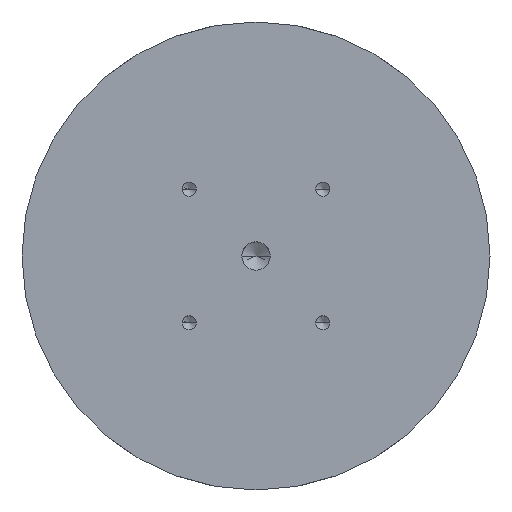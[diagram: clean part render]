
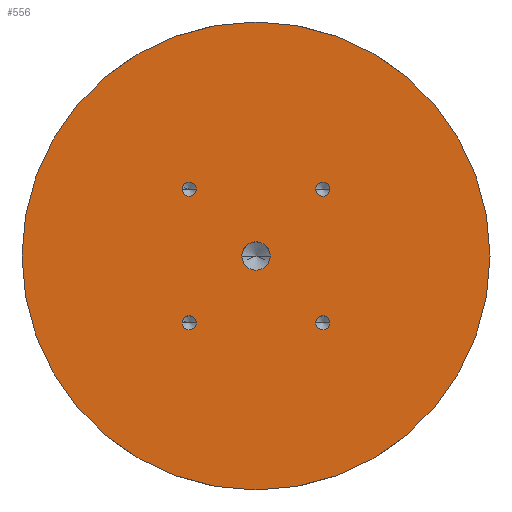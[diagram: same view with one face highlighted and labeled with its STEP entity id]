
A CAD part, top view. The second image highlights one B-rep face of the part: STEP entity #556.
In plain terms, the highlighted planar face has unit normal (0, 0, 1).
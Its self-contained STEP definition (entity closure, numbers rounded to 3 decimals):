
#4 = CIRCLE ( 'NONE', #262, 2.1 ) ;
#5 = ORIENTED_EDGE ( 'NONE', *, *, #253, .F. ) ;
#12 = CARTESIAN_POINT ( 'NONE',  ( 17.9, -20., 0. ) ) ;
#25 = ORIENTED_EDGE ( 'NONE', *, *, #395, .F. ) ;
#29 = CARTESIAN_POINT ( 'NONE',  ( -70., 0., 0. ) ) ;
#30 = CIRCLE ( 'NONE', #536, 4.25 ) ;
#33 = AXIS2_PLACEMENT_3D ( 'NONE', #356, #565, #88 ) ;
#41 = VERTEX_POINT ( 'NONE', #241 ) ;
#42 = EDGE_LOOP ( 'NONE', ( #616, #224 ) ) ;
#46 = DIRECTION ( 'NONE',  ( 0., 0., 1. ) ) ;
#48 = CARTESIAN_POINT ( 'NONE',  ( 22.1, -20., 0. ) ) ;
#51 = DIRECTION ( 'NONE',  ( 1., 0., 0. ) ) ;
#55 = VERTEX_POINT ( 'NONE', #294 ) ;
#58 = CARTESIAN_POINT ( 'NONE',  ( 22.1, 20., 0. ) ) ;
#64 = CARTESIAN_POINT ( 'NONE',  ( 0., 0., 0. ) ) ;
#69 = FACE_OUTER_BOUND ( 'NONE', #411, .T. ) ;
#76 = EDGE_CURVE ( 'NONE', #102, #275, #223, .T. ) ;
#82 = DIRECTION ( 'NONE',  ( 1., 0., 0. ) ) ;
#88 = DIRECTION ( 'NONE',  ( 1., 0., 0. ) ) ;
#93 = CARTESIAN_POINT ( 'NONE',  ( 4.25, 0., 0. ) ) ;
#100 = DIRECTION ( 'NONE',  ( 0., 0., 1. ) ) ;
#102 = VERTEX_POINT ( 'NONE', #48 ) ;
#110 = DIRECTION ( 'NONE',  ( 0., 0., 1. ) ) ;
#113 = VERTEX_POINT ( 'NONE', #93 ) ;
#121 = DIRECTION ( 'NONE',  ( 0., 0., 1. ) ) ;
#124 = AXIS2_PLACEMENT_3D ( 'NONE', #219, #430, #381 ) ;
#129 = DIRECTION ( 'NONE',  ( 0., 0., -1. ) ) ;
#130 = DIRECTION ( 'NONE',  ( -1., 0., 0. ) ) ;
#143 = EDGE_LOOP ( 'NONE', ( #25, #326 ) ) ;
#151 = CARTESIAN_POINT ( 'NONE',  ( 20., 20., 0. ) ) ;
#152 = AXIS2_PLACEMENT_3D ( 'NONE', #552, #490, #173 ) ;
#156 = VERTEX_POINT ( 'NONE', #509 ) ;
#157 = EDGE_CURVE ( 'NONE', #275, #102, #597, .T. ) ;
#158 = ORIENTED_EDGE ( 'NONE', *, *, #185, .F. ) ;
#165 = AXIS2_PLACEMENT_3D ( 'NONE', #537, #588, #222 ) ;
#173 = DIRECTION ( 'NONE',  ( 1., 0., 0. ) ) ;
#185 = EDGE_CURVE ( 'NONE', #201, #420, #357, .T. ) ;
#201 = VERTEX_POINT ( 'NONE', #58 ) ;
#202 = DIRECTION ( 'NONE',  ( 0., 0., 1. ) ) ;
#214 = CARTESIAN_POINT ( 'NONE',  ( -17.9, 20., 0. ) ) ;
#219 = CARTESIAN_POINT ( 'NONE',  ( -20., -20., 0. ) ) ;
#222 = DIRECTION ( 'NONE',  ( -1., 0., 0. ) ) ;
#223 = CIRCLE ( 'NONE', #450, 2.1 ) ;
#224 = ORIENTED_EDGE ( 'NONE', *, *, #652, .F. ) ;
#227 = CARTESIAN_POINT ( 'NONE',  ( -4.25, 0., 0. ) ) ;
#240 = AXIS2_PLACEMENT_3D ( 'NONE', #622, #202, #671 ) ;
#241 = CARTESIAN_POINT ( 'NONE',  ( 70., 0., 0. ) ) ;
#253 = EDGE_CURVE ( 'NONE', #420, #201, #492, .T. ) ;
#262 = AXIS2_PLACEMENT_3D ( 'NONE', #541, #426, #483 ) ;
#263 = EDGE_LOOP ( 'NONE', ( #158, #5 ) ) ;
#269 = VERTEX_POINT ( 'NONE', #214 ) ;
#275 = VERTEX_POINT ( 'NONE', #12 ) ;
#285 = DIRECTION ( 'NONE',  ( -1., 0., 0. ) ) ;
#291 = FACE_BOUND ( 'NONE', #42, .T. ) ;
#294 = CARTESIAN_POINT ( 'NONE',  ( -22.1, -20., 0. ) ) ;
#325 = CIRCLE ( 'NONE', #33, 2.1 ) ;
#326 = ORIENTED_EDGE ( 'NONE', *, *, #351, .F. ) ;
#351 = EDGE_CURVE ( 'NONE', #55, #566, #410, .T. ) ;
#356 = CARTESIAN_POINT ( 'NONE',  ( -20., 20., 0. ) ) ;
#357 = CIRCLE ( 'NONE', #472, 2.1 ) ;
#363 = ORIENTED_EDGE ( 'NONE', *, *, #157, .F. ) ;
#367 = AXIS2_PLACEMENT_3D ( 'NONE', #435, #129, #130 ) ;
#371 = CARTESIAN_POINT ( 'NONE',  ( 20., 20., 0. ) ) ;
#374 = DIRECTION ( 'NONE',  ( 1., 0., 0. ) ) ;
#378 = ORIENTED_EDGE ( 'NONE', *, *, #455, .F. ) ;
#381 = DIRECTION ( 'NONE',  ( 1., 0., 0. ) ) ;
#382 = FACE_BOUND ( 'NONE', #516, .T. ) ;
#383 = CARTESIAN_POINT ( 'NONE',  ( 0., 0., 0. ) ) ;
#395 = EDGE_CURVE ( 'NONE', #566, #55, #4, .T. ) ;
#410 = CIRCLE ( 'NONE', #124, 2.1 ) ;
#411 = EDGE_LOOP ( 'NONE', ( #378, #574 ) ) ;
#415 = EDGE_CURVE ( 'NONE', #589, #41, #621, .T. ) ;
#418 = CIRCLE ( 'NONE', #637, 4.25 ) ;
#420 = VERTEX_POINT ( 'NONE', #599 ) ;
#426 = DIRECTION ( 'NONE',  ( 0., 0., 1. ) ) ;
#429 = EDGE_CURVE ( 'NONE', #113, #504, #418, .T. ) ;
#430 = DIRECTION ( 'NONE',  ( 0., 0., 1. ) ) ;
#435 = CARTESIAN_POINT ( 'NONE',  ( 0., 0., 0. ) ) ;
#439 = PLANE ( 'NONE',  #558 ) ;
#441 = CARTESIAN_POINT ( 'NONE',  ( -17.9, -20., 0. ) ) ;
#450 = AXIS2_PLACEMENT_3D ( 'NONE', #623, #100, #51 ) ;
#455 = EDGE_CURVE ( 'NONE', #41, #589, #587, .T. ) ;
#459 = ORIENTED_EDGE ( 'NONE', *, *, #76, .F. ) ;
#463 = EDGE_CURVE ( 'NONE', #269, #156, #521, .T. ) ;
#472 = AXIS2_PLACEMENT_3D ( 'NONE', #151, #520, #575 ) ;
#483 = DIRECTION ( 'NONE',  ( 1., 0., 0. ) ) ;
#490 = DIRECTION ( 'NONE',  ( 0., 0., 1. ) ) ;
#491 = FACE_BOUND ( 'NONE', #503, .T. ) ;
#492 = CIRCLE ( 'NONE', #560, 2.1 ) ;
#503 = EDGE_LOOP ( 'NONE', ( #651, #581 ) ) ;
#504 = VERTEX_POINT ( 'NONE', #227 ) ;
#505 = CARTESIAN_POINT ( 'NONE',  ( 0., 0., 0. ) ) ;
#509 = CARTESIAN_POINT ( 'NONE',  ( -22.1, 20., 0. ) ) ;
#516 = EDGE_LOOP ( 'NONE', ( #459, #363 ) ) ;
#520 = DIRECTION ( 'NONE',  ( 0., 0., 1. ) ) ;
#521 = CIRCLE ( 'NONE', #152, 2.1 ) ;
#536 = AXIS2_PLACEMENT_3D ( 'NONE', #505, #46, #82 ) ;
#537 = CARTESIAN_POINT ( 'NONE',  ( 0., 0., 0. ) ) ;
#541 = CARTESIAN_POINT ( 'NONE',  ( -20., -20., 0. ) ) ;
#547 = FACE_BOUND ( 'NONE', #143, .T. ) ;
#552 = CARTESIAN_POINT ( 'NONE',  ( -20., 20., 0. ) ) ;
#556 = ADVANCED_FACE ( 'NONE', ( #291, #596, #382, #547, #491, #69 ), #439, .F. ) ;
#558 = AXIS2_PLACEMENT_3D ( 'NONE', #383, #654, #285 ) ;
#560 = AXIS2_PLACEMENT_3D ( 'NONE', #371, #110, #374 ) ;
#565 = DIRECTION ( 'NONE',  ( 0., 0., 1. ) ) ;
#566 = VERTEX_POINT ( 'NONE', #441 ) ;
#574 = ORIENTED_EDGE ( 'NONE', *, *, #415, .F. ) ;
#575 = DIRECTION ( 'NONE',  ( 1., 0., 0. ) ) ;
#581 = ORIENTED_EDGE ( 'NONE', *, *, #642, .F. ) ;
#587 = CIRCLE ( 'NONE', #367, 70. ) ;
#588 = DIRECTION ( 'NONE',  ( 0., 0., -1. ) ) ;
#589 = VERTEX_POINT ( 'NONE', #29 ) ;
#591 = DIRECTION ( 'NONE',  ( 1., 0., 0. ) ) ;
#596 = FACE_BOUND ( 'NONE', #263, .T. ) ;
#597 = CIRCLE ( 'NONE', #240, 2.1 ) ;
#599 = CARTESIAN_POINT ( 'NONE',  ( 17.9, 20., 0. ) ) ;
#616 = ORIENTED_EDGE ( 'NONE', *, *, #463, .F. ) ;
#621 = CIRCLE ( 'NONE', #165, 70. ) ;
#622 = CARTESIAN_POINT ( 'NONE',  ( 20., -20., 0. ) ) ;
#623 = CARTESIAN_POINT ( 'NONE',  ( 20., -20., 0. ) ) ;
#637 = AXIS2_PLACEMENT_3D ( 'NONE', #64, #121, #591 ) ;
#642 = EDGE_CURVE ( 'NONE', #504, #113, #30, .T. ) ;
#651 = ORIENTED_EDGE ( 'NONE', *, *, #429, .F. ) ;
#652 = EDGE_CURVE ( 'NONE', #156, #269, #325, .T. ) ;
#654 = DIRECTION ( 'NONE',  ( 0., 0., -1. ) ) ;
#671 = DIRECTION ( 'NONE',  ( 1., 0., 0. ) ) ;
